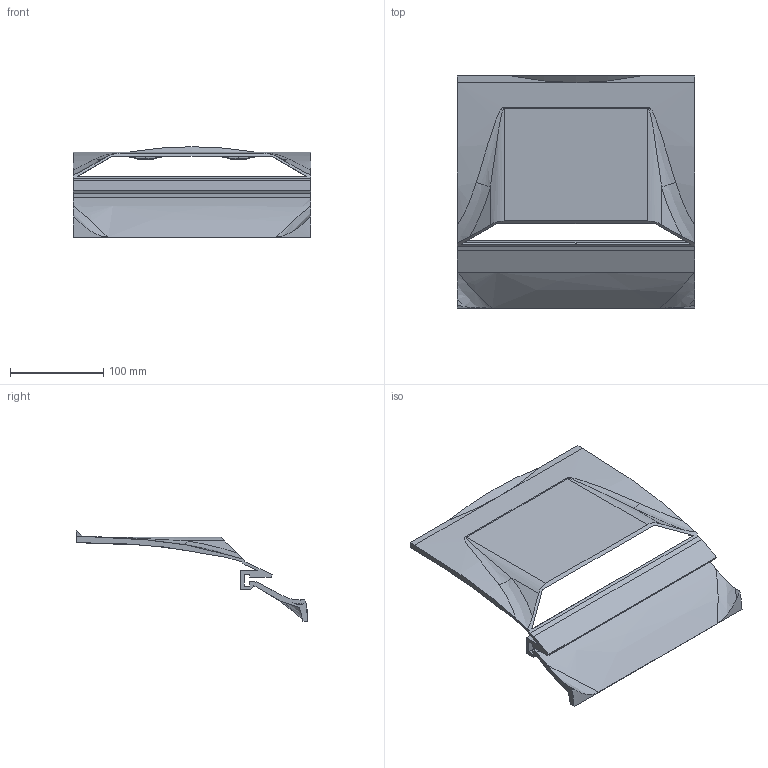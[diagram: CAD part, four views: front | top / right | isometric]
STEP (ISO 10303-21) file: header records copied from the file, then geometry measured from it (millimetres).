
FILE_DESCRIPTION(/* description */ ('Unknown'),/* implementation_level */ '2;1');
FILE_NAME(/* name */ 'Body_vorne_mitte_Bambu',/* time_stamp */ '2024-03-04T10:46:24+01:00',/* author */ ('Unknown'),/* organization */ ('Unknown'),/* preprocessor_version */ 'ST-DEVELOPER v18.102',/* originating_system */ 'Solid Edge',/* authorisation */ 'Unknown');
FILE_SCHEMA (('AUTOMOTIVE_DESIGN {1 0 10303 214 3 1 1}'));
Length unit declared in the file: millimetre
Products named in the file (1): Body_vorne_mitte_Bambu
Bounding box: 255 x 249 x 97.2 mm (x, y, z)
Volume: 287312.1 mm3; surface area: 172640.9 mm2
Topology: 1 solids, 1 shells, 148 faces, 394 edges, 254 vertices
Faces by surface type: plane 69, bspline 60, cylinder 13, torus 6
Full cylindrical faces by diameter (mm): 10 x4
Entity records: 7515 total; most frequent: CARTESIAN_POINT 4379, ORIENTED_EDGE 776, DIRECTION 415, EDGE_CURVE 388, VERTEX_POINT 252, B_SPLINE_CURVE_WITH_KNOTS 185, LINE 169, VECTOR 169
